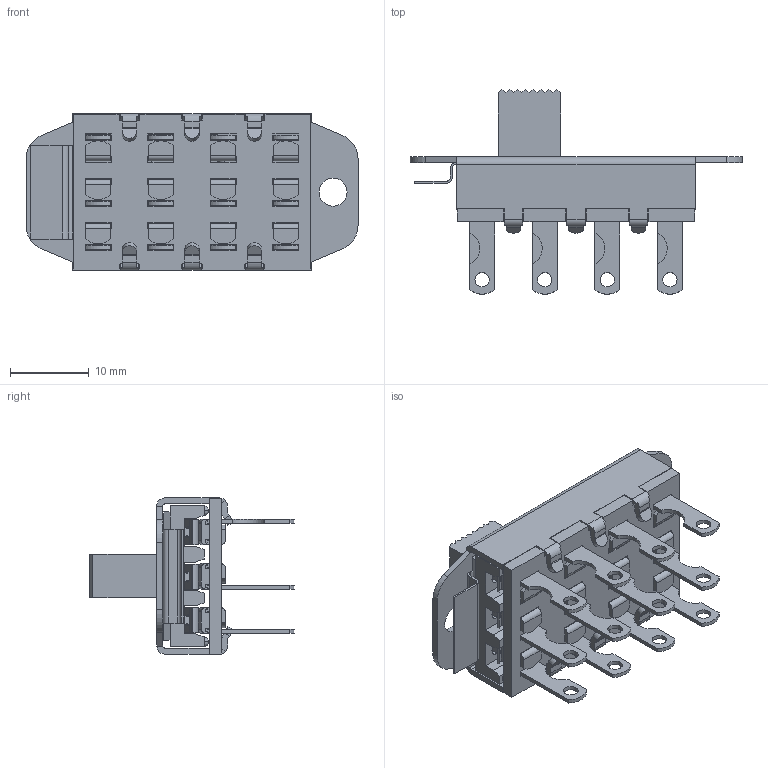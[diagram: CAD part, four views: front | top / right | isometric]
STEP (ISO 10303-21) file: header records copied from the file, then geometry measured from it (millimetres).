
FILE_DESCRIPTION(/* description */ (''),/* implementation_level */ '2;1');
FILE_NAME(/* name */ 'G-368L-0000_3D MODEL.stp',/* time_stamp */ '2023-09-25T11:39:54-04:00',/* author */ ('dwiltbank'),/* organization */ (''),/* preprocessor_version */ 'ST-DEVELOPER v19.2',/* originating_system */ 'Autodesk Inventor 2024',/* authorisation */ '');
FILE_SCHEMA (('AUTOMOTIVE_DESIGN { 1 0 10303 214 3 1 1 }'));
Length unit declared in the file: inch
Products named in the file (1): G-368L-0000_Simplify_1
Bounding box: 42.06 x 25.89 x 19.77 mm (x, y, z)
Volume: 3463.4 mm3; surface area: 7396.5 mm2
Topology: 1 solids, 1 shells, 1197 faces, 3539 edges, 2260 vertices
Faces by surface type: plane 867, cylinder 276, bspline 30, sphere 24
Full cylindrical faces by diameter (mm): 1.397 x4, 1.727 x6, 1.829 x12, 3.556 x2
Entity records: 41361 total; most frequent: CARTESIAN_POINT 7515, ORIENTED_EDGE 7030, DIRECTION 6628, EDGE_CURVE 3515, LINE 2650, VECTOR 2650, VERTEX_POINT 2260, AXIS2_PLACEMENT_3D 1989
